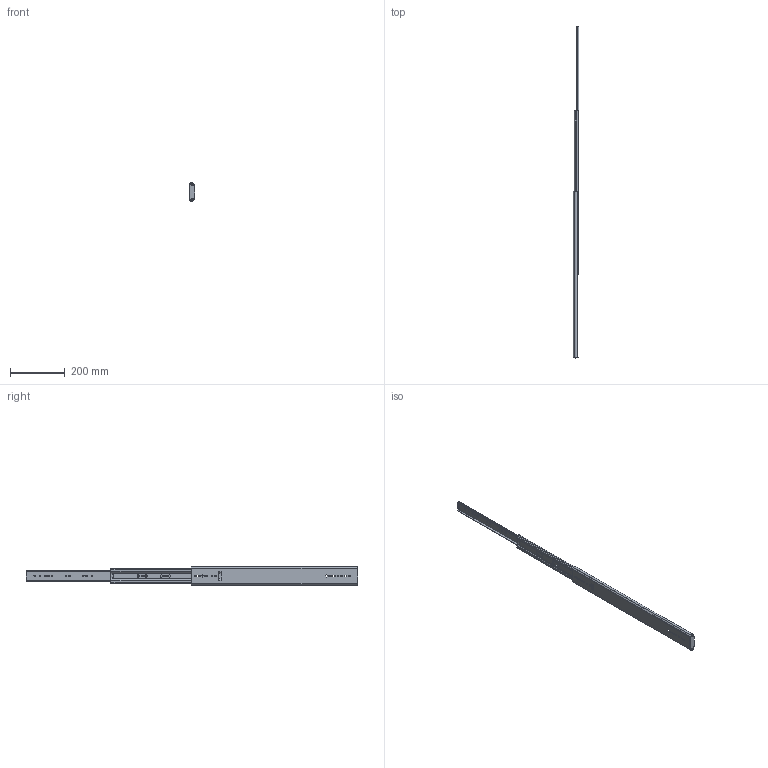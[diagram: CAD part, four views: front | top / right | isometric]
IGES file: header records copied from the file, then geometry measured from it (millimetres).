
Start section: ------------------------------------------------------------------------
Global section: file name: PC003.61784.TM_377_24_13520.igs; native system: spGate; preprocessor: ver19.8.4 (****-****-****-****); author: Unknown; organization: Unknown; date: 250110.123924; units: millimetre
Bounding box: 20.5 x 1214.6 x 69.8 mm (x, y, z)
Volume: 324408.4 mm3; surface area: 270920.4 mm2
Topology: 4 solids, 4 shells, 387 faces, 1143 edges, 752 vertices
Faces by surface type: bspline 387
